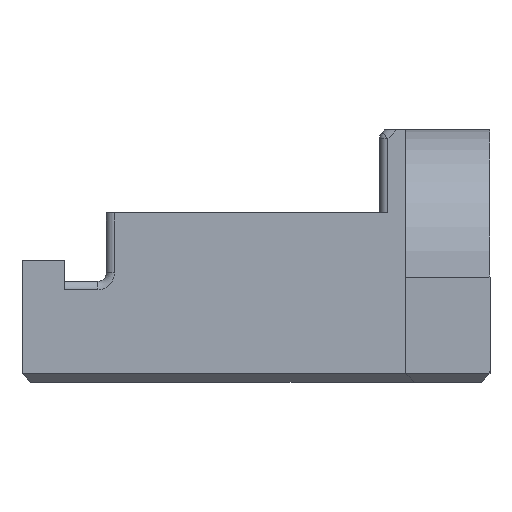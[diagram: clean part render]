
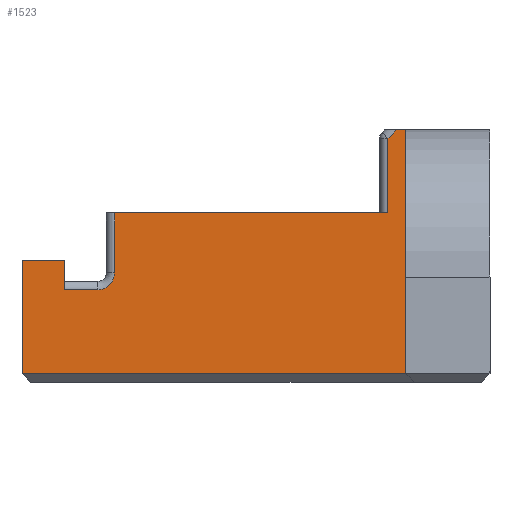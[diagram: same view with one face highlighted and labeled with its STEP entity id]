
A CAD part, left-side view. The second image highlights one B-rep face of the part: STEP entity #1523.
In plain terms, the highlighted planar face has unit normal (-1, 0, 0).
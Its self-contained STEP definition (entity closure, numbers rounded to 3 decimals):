
#39=PLANE('',#1637);
#114=FACE_OUTER_BOUND('',#197,.T.);
#197=EDGE_LOOP('',(#1151,#1152,#1153,#1154,#1155,#1156,#1157,#1158,#1159,
#1160,#1161,#1162));
#278=LINE('',#2187,#470);
#283=LINE('',#2199,#475);
#284=LINE('',#2202,#476);
#296=LINE('',#2242,#488);
#303=LINE('',#2256,#495);
#313=LINE('',#2277,#505);
#314=LINE('',#2280,#506);
#315=LINE('',#2282,#507);
#316=LINE('',#2284,#508);
#317=LINE('',#2285,#509);
#318=LINE('',#2286,#510);
#470=VECTOR('',#1754,10.);
#475=VECTOR('',#1765,10.);
#476=VECTOR('',#1768,10.);
#488=VECTOR('',#1816,10.);
#495=VECTOR('',#1827,10.);
#505=VECTOR('',#1849,10.);
#506=VECTOR('',#1852,10.);
#507=VECTOR('',#1853,10.);
#508=VECTOR('',#1854,10.);
#509=VECTOR('',#1855,10.);
#510=VECTOR('',#1856,10.);
#654=CIRCLE('',#1615,0.8);
#694=VERTEX_POINT('',#2184);
#695=VERTEX_POINT('',#2186);
#699=VERTEX_POINT('',#2197);
#700=VERTEX_POINT('',#2201);
#703=VERTEX_POINT('',#2209);
#710=VERTEX_POINT('',#2240);
#711=VERTEX_POINT('',#2245);
#715=VERTEX_POINT('',#2255);
#720=VERTEX_POINT('',#2275);
#721=VERTEX_POINT('',#2279);
#722=VERTEX_POINT('',#2281);
#723=VERTEX_POINT('',#2283);
#839=EDGE_CURVE('',#695,#694,#278,.T.);
#846=EDGE_CURVE('',#699,#694,#283,.T.);
#847=EDGE_CURVE('',#695,#700,#284,.T.);
#852=EDGE_CURVE('',#703,#699,#654,.T.);
#867=EDGE_CURVE('',#710,#703,#296,.T.);
#874=EDGE_CURVE('',#711,#715,#303,.T.);
#885=EDGE_CURVE('',#700,#720,#313,.T.);
#886=EDGE_CURVE('',#720,#721,#314,.T.);
#887=EDGE_CURVE('',#710,#722,#315,.T.);
#888=EDGE_CURVE('',#722,#723,#316,.T.);
#889=EDGE_CURVE('',#723,#715,#317,.T.);
#890=EDGE_CURVE('',#721,#711,#318,.T.);
#1151=ORIENTED_EDGE('',*,*,#886,.F.);
#1152=ORIENTED_EDGE('',*,*,#885,.F.);
#1153=ORIENTED_EDGE('',*,*,#847,.F.);
#1154=ORIENTED_EDGE('',*,*,#839,.T.);
#1155=ORIENTED_EDGE('',*,*,#846,.F.);
#1156=ORIENTED_EDGE('',*,*,#852,.F.);
#1157=ORIENTED_EDGE('',*,*,#867,.F.);
#1158=ORIENTED_EDGE('',*,*,#887,.T.);
#1159=ORIENTED_EDGE('',*,*,#888,.T.);
#1160=ORIENTED_EDGE('',*,*,#889,.T.);
#1161=ORIENTED_EDGE('',*,*,#874,.F.);
#1162=ORIENTED_EDGE('',*,*,#890,.F.);
#1523=ADVANCED_FACE('',(#114),#39,.T.);
#1615=AXIS2_PLACEMENT_3D('',#2211,#1778,#1779);
#1637=AXIS2_PLACEMENT_3D('',#2278,#1850,#1851);
#1754=DIRECTION('',(0.,1.,0.));
#1765=DIRECTION('',(0.,0.,1.));
#1768=DIRECTION('',(0.,0.,1.));
#1778=DIRECTION('center_axis',(-1.,0.,0.));
#1779=DIRECTION('ref_axis',(0.,-0.707,-0.707));
#1816=DIRECTION('',(0.,-1.,0.));
#1827=DIRECTION('',(0.,1.,0.));
#1849=DIRECTION('',(0.,-0.707,0.707));
#1850=DIRECTION('center_axis',(-1.,0.,0.));
#1851=DIRECTION('ref_axis',(0.,-1.,0.));
#1852=DIRECTION('',(0.,-1.,0.));
#1853=DIRECTION('',(0.,0.,1.));
#1854=DIRECTION('',(0.,1.,0.));
#1855=DIRECTION('',(0.,0.,-1.));
#1856=DIRECTION('',(0.,0.,-1.));
#2184=CARTESIAN_POINT('',(9.6,17.45,8.05));
#2186=CARTESIAN_POINT('',(9.6,4.45,8.05));
#2187=CARTESIAN_POINT('',(9.6,4.229,8.05));
#2197=CARTESIAN_POINT('',(9.6,17.45,5.2));
#2199=CARTESIAN_POINT('',(9.6,17.45,7.05));
#2201=CARTESIAN_POINT('',(9.6,4.45,11.584));
#2202=CARTESIAN_POINT('',(9.6,4.45,8.05));
#2209=CARTESIAN_POINT('',(9.6,18.25,4.4));
#2211=CARTESIAN_POINT('Origin',(9.6,18.25,5.2));
#2240=CARTESIAN_POINT('',(9.6,19.85,4.4));
#2242=CARTESIAN_POINT('',(9.6,2.229,4.4));
#2245=CARTESIAN_POINT('',(9.6,3.6,0.4));
#2255=CARTESIAN_POINT('',(9.6,21.85,0.4));
#2256=CARTESIAN_POINT('',(9.6,7.657,0.4));
#2275=CARTESIAN_POINT('',(9.6,4.034,12.));
#2277=CARTESIAN_POINT('',(9.6,4.369,11.665));
#2278=CARTESIAN_POINT('Origin',(9.6,10.722,7.5));
#2279=CARTESIAN_POINT('',(9.6,3.6,12.));
#2280=CARTESIAN_POINT('',(9.6,10.724,12.));
#2281=CARTESIAN_POINT('',(9.6,19.85,5.8));
#2282=CARTESIAN_POINT('',(9.6,19.85,7.1));
#2283=CARTESIAN_POINT('',(9.6,21.85,5.8));
#2284=CARTESIAN_POINT('',(9.6,11.134,5.8));
#2285=CARTESIAN_POINT('',(9.6,21.85,7.1));
#2286=CARTESIAN_POINT('',(9.6,3.6,11.75));
